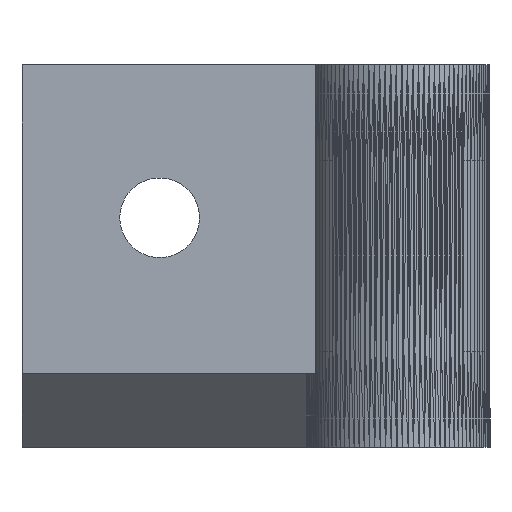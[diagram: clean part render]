
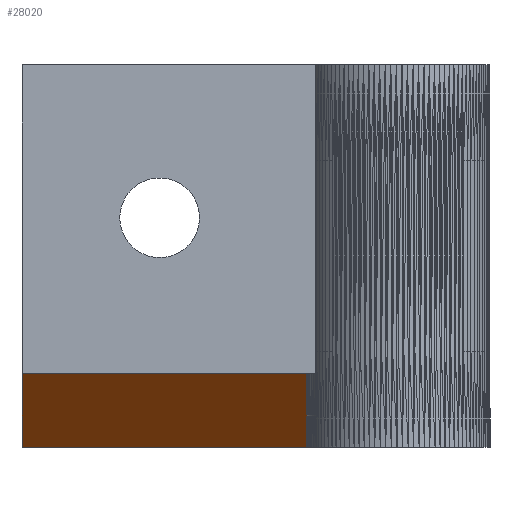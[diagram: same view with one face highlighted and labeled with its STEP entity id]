
A CAD part, left-side view. The second image highlights one B-rep face of the part: STEP entity #28020.
In plain terms, the highlighted planar face has unit normal (-0.555, 0.832, 0).
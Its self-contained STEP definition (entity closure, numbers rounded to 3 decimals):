
#946=FACE_OUTER_BOUND('',#3002,.T.);
#3002=EDGE_LOOP('',(#20725,#20726,#20727,#20728));
#4318=LINE('',#39498,#8144);
#5760=LINE('',#42377,#9586);
#6043=LINE('',#42944,#9869);
#6044=LINE('',#42945,#9870);
#8144=VECTOR('',#31577,34.613);
#9586=VECTOR('',#34333,4.8);
#9869=VECTOR('',#34952,34.613);
#9870=VECTOR('',#34953,4.8);
#11877=VERTEX_POINT('',#39496);
#11878=VERTEX_POINT('',#39497);
#12657=VERTEX_POINT('',#42374);
#12774=VERTEX_POINT('',#42943);
#13747=EDGE_CURVE('',#11877,#11878,#4318,.T.);
#15189=EDGE_CURVE('',#12657,#11878,#5760,.T.);
#15472=EDGE_CURVE('',#12774,#12657,#6043,.T.);
#15473=EDGE_CURVE('',#12774,#11877,#6044,.T.);
#20725=ORIENTED_EDGE('',*,*,#15472,.F.);
#20726=ORIENTED_EDGE('',*,*,#15473,.T.);
#20727=ORIENTED_EDGE('',*,*,#13747,.T.);
#20728=ORIENTED_EDGE('',*,*,#15189,.F.);
#25968=PLANE('',#30074);
#28020=ADVANCED_FACE('',(#946),#25968,.T.);
#30074=AXIS2_PLACEMENT_3D('',#42942,#34950,#34951);
#31577=DIRECTION('',(0.832,0.555,0.));
#34333=DIRECTION('',(0.,0.,1.));
#34950=DIRECTION('center_axis',(-0.555,0.832,0.));
#34951=DIRECTION('ref_axis',(0.,0.,1.));
#34952=DIRECTION('',(0.832,0.555,0.));
#34953=DIRECTION('',(0.,0.,1.));
#39496=CARTESIAN_POINT('',(22.052,14.087,4.8));
#39497=CARTESIAN_POINT('',(50.852,33.287,4.8));
#39498=CARTESIAN_POINT('',(22.052,14.087,4.8));
#42374=CARTESIAN_POINT('',(50.852,33.287,0.));
#42377=CARTESIAN_POINT('',(50.852,33.287,0.));
#42942=CARTESIAN_POINT('Origin',(22.052,14.087,4.8));
#42943=CARTESIAN_POINT('',(22.052,14.087,0.));
#42944=CARTESIAN_POINT('',(22.052,14.087,0.));
#42945=CARTESIAN_POINT('',(22.052,14.087,0.));
